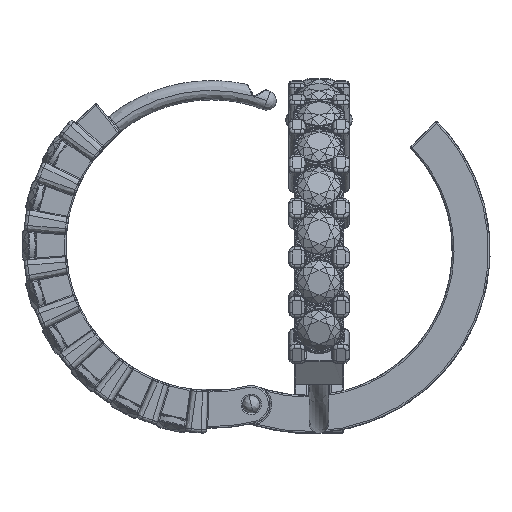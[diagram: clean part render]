
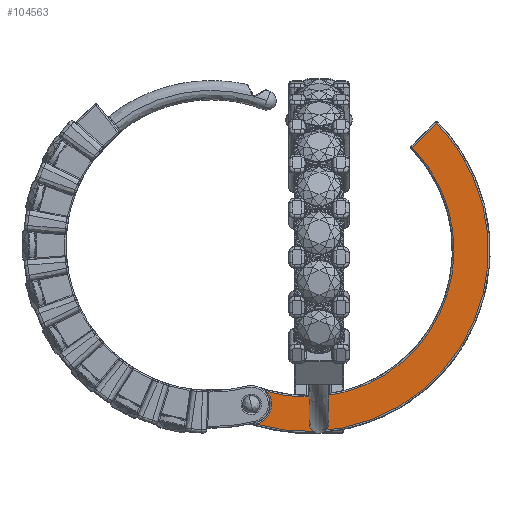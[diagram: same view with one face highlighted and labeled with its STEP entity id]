
A CAD part, top view. The second image highlights one B-rep face of the part: STEP entity #104563.
In plain terms, the highlighted free-form (B-spline) face has degree [1, 1] with [2, 2] control points.
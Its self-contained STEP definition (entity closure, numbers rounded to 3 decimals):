
#104563 = ADVANCED_FACE('',(#104564),#104601,.F.);
#104564 = FACE_BOUND('',#104565,.F.);
#104565 = EDGE_LOOP('',(#104566,#104578,#104586,#104596));
#104566 = ORIENTED_EDGE('',*,*,#104567,.F.);
#104567 = EDGE_CURVE('',#104568,#104570,#104572,.T.);
#104568 = VERTEX_POINT('',#104569);
#104569 = CARTESIAN_POINT('',(1.992,0.395,
    1.097));
#104570 = VERTEX_POINT('',#104571);
#104571 = CARTESIAN_POINT('',(9.977,13.743,
    1.097));
#104572 = ( BOUNDED_CURVE() B_SPLINE_CURVE(2,(#104573,#104574,#104575,
#104576,#104577),.UNSPECIFIED.,.F.,.F.) B_SPLINE_CURVE_WITH_KNOTS((3,2,3
),(0.,1.316,2.632),.PIECEWISE_BEZIER_KNOTS.) CURVE() 
GEOMETRIC_REPRESENTATION_ITEM() RATIONAL_B_SPLINE_CURVE((1.,
0.791,1.,0.791,1.)) REPRESENTATION_ITEM('') );
#104573 = CARTESIAN_POINT('',(1.992,0.395,
    1.097));
#104574 = CARTESIAN_POINT('',(7.955,-1.349,
    1.097));
#104575 = CARTESIAN_POINT('',(11.144,3.983,
    1.097));
#104576 = CARTESIAN_POINT('',(14.333,9.314,
    1.097));
#104577 = CARTESIAN_POINT('',(9.977,13.743,
    1.097));
#104578 = ORIENTED_EDGE('',*,*,#104579,.F.);
#104579 = EDGE_CURVE('',#104580,#104568,#104582,.T.);
#104580 = VERTEX_POINT('',#104581);
#104581 = CARTESIAN_POINT('',(2.465,1.847,
    1.097));
#104582 = ( BOUNDED_CURVE() B_SPLINE_CURVE(2,(#104583,#104584,#104585),
.UNSPECIFIED.,.F.,.F.) B_SPLINE_CURVE_WITH_KNOTS((3,3),(0.,
2.004),.PIECEWISE_BEZIER_KNOTS.) CURVE() 
GEOMETRIC_REPRESENTATION_ITEM() RATIONAL_B_SPLINE_CURVE((1.,
0.539,1.)) REPRESENTATION_ITEM('') );
#104583 = CARTESIAN_POINT('',(2.465,1.847,
    1.097));
#104584 = CARTESIAN_POINT('',(3.364,0.751,1.097
    ));
#104585 = CARTESIAN_POINT('',(1.992,0.395,
    1.097));
#104586 = ORIENTED_EDGE('',*,*,#104587,.F.);
#104587 = EDGE_CURVE('',#104588,#104580,#104590,.T.);
#104588 = VERTEX_POINT('',#104589);
#104589 = CARTESIAN_POINT('',(8.898,12.663,
    1.097));
#104590 = ( BOUNDED_CURVE() B_SPLINE_CURVE(2,(#104591,#104592,#104593,
#104594,#104595),.UNSPECIFIED.,.F.,.F.) B_SPLINE_CURVE_WITH_KNOTS((3,2,3
),(0.,1.312,2.623),.PIECEWISE_BEZIER_KNOTS.) CURVE() 
GEOMETRIC_REPRESENTATION_ITEM() RATIONAL_B_SPLINE_CURVE((1.,
0.793,1.,0.793,1.)) REPRESENTATION_ITEM('') );
#104591 = CARTESIAN_POINT('',(8.898,12.663,
    1.097));
#104592 = CARTESIAN_POINT('',(12.403,9.085,
    1.097));
#104593 = CARTESIAN_POINT('',(9.843,4.78,
    1.097));
#104594 = CARTESIAN_POINT('',(7.282,0.475,
    1.097));
#104595 = CARTESIAN_POINT('',(2.465,1.847,
    1.097));
#104596 = ORIENTED_EDGE('',*,*,#104597,.F.);
#104597 = EDGE_CURVE('',#104570,#104588,#104598,.T.);
#104598 = B_SPLINE_CURVE_WITH_KNOTS('',1,(#104599,#104600),
  .UNSPECIFIED.,.F.,.F.,(2,2),(0.,1.6),
  .PIECEWISE_BEZIER_KNOTS.);
#104599 = CARTESIAN_POINT('',(9.977,13.743,
    1.097));
#104600 = CARTESIAN_POINT('',(8.898,12.663,
    1.097));
#104601 = B_SPLINE_SURFACE_WITH_KNOTS('',1,1,(
    (#104602,#104603)
    ,(#104604,#104605
    )),.UNSPECIFIED.,.F.,.F.,.F.,(2,2),(2,2),(-8.425,-0.484),(
    -8.408,7.604),.PIECEWISE_BEZIER_KNOTS.);
#104602 = CARTESIAN_POINT('',(9.063,-2.174,
    1.097));
#104603 = CARTESIAN_POINT('',(14.277,12.181,
    1.097));
#104604 = CARTESIAN_POINT('',(1.944,0.412,1.097
    ));
#104605 = CARTESIAN_POINT('',(7.158,14.767,
    1.097));
